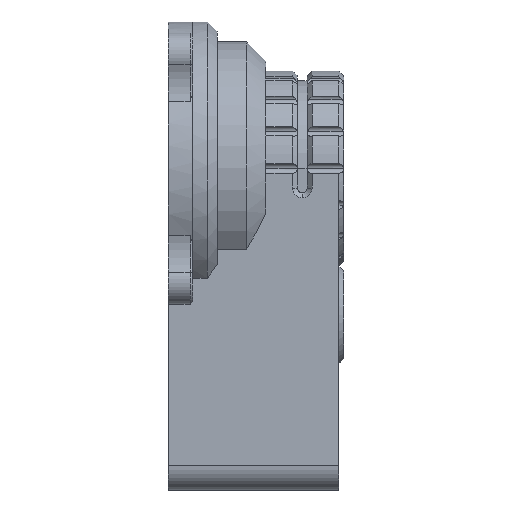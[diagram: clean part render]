
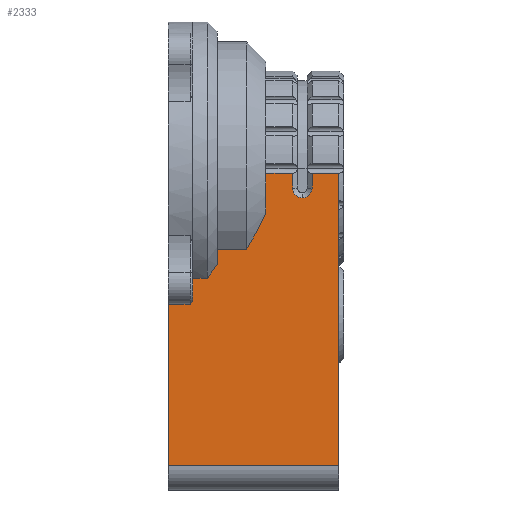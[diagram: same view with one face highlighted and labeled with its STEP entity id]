
A CAD part, left-side view. The second image highlights one B-rep face of the part: STEP entity #2333.
In plain terms, the highlighted planar face has unit normal (-1, 0, 0).
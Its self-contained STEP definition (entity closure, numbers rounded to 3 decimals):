
#728=CARTESIAN_POINT('',(-20.,-29.,-1.));
#729=VERTEX_POINT('',#728);
#737=CARTESIAN_POINT('',(-20.,-29.,-61.));
#738=VERTEX_POINT('',#737);
#739=CARTESIAN_POINT('',(-20.,-29.,-1.));
#740=DIRECTION('',(0.,-0.,-1.));
#741=VECTOR('',#740,60.);
#742=LINE('',#739,#741);
#743=EDGE_CURVE('',#729,#738,#742,.T.);
#1445=CARTESIAN_POINT('',(-20.,6.,-61.));
#1446=VERTEX_POINT('',#1445);
#1447=CARTESIAN_POINT('',(-20.,6.,-26.808));
#1448=VERTEX_POINT('',#1447);
#1449=CARTESIAN_POINT('',(-20.,6.,-61.));
#1450=DIRECTION('',(-0.,0.,1.));
#1451=VECTOR('',#1450,34.192);
#1452=LINE('',#1449,#1451);
#1453=EDGE_CURVE('',#1446,#1448,#1452,.T.);
#2192=CARTESIAN_POINT('',(-20.,-16.1,-39.1));
#2193=DIRECTION('',(1.,0.,0.));
#2194=DIRECTION('',(0.,-1.,0.));
#2195=AXIS2_PLACEMENT_3D('',#2192,#2193,#2194);
#2196=PLANE('',#2195);
#2197=ORIENTED_EDGE('',*,*,#1453,.F.);
#2198=CARTESIAN_POINT('',(-20.,6.,-61.));
#2199=DIRECTION('',(0.,-1.,0.));
#2200=VECTOR('',#2199,35.);
#2201=LINE('',#2198,#2200);
#2202=EDGE_CURVE('',#1446,#738,#2201,.T.);
#2203=ORIENTED_EDGE('',*,*,#2202,.T.);
#2204=ORIENTED_EDGE('',*,*,#743,.F.);
#2205=CARTESIAN_POINT('',(-20.,-23.5,-1.));
#2206=VERTEX_POINT('',#2205);
#2207=CARTESIAN_POINT('',(-20.,-29.,-1.));
#2208=DIRECTION('',(-0.,1.,-0.));
#2209=VECTOR('',#2208,5.5);
#2210=LINE('',#2207,#2209);
#2211=EDGE_CURVE('',#729,#2206,#2210,.T.);
#2212=ORIENTED_EDGE('',*,*,#2211,.T.);
#2213=CARTESIAN_POINT('',(-20.,-23.5,-4.));
#2214=VERTEX_POINT('',#2213);
#2215=CARTESIAN_POINT('',(-20.,-23.5,-1.));
#2216=DIRECTION('',(0.,-0.,-1.));
#2217=VECTOR('',#2216,3.);
#2218=LINE('',#2215,#2217);
#2219=EDGE_CURVE('',#2206,#2214,#2218,.T.);
#2220=ORIENTED_EDGE('',*,*,#2219,.T.);
#2221=CARTESIAN_POINT('',(-20.,-21.5,-6.));
#2222=VERTEX_POINT('',#2221);
#2223=CARTESIAN_POINT('',(-20.,-21.5,-4.));
#2224=DIRECTION('',(1.,0.,0.));
#2225=DIRECTION('',(-0.,1.,0.));
#2226=AXIS2_PLACEMENT_3D('',#2223,#2224,#2225);
#2227=CIRCLE('',#2226,2.);
#2228=EDGE_CURVE('',#2214,#2222,#2227,.T.);
#2229=ORIENTED_EDGE('',*,*,#2228,.T.);
#2230=CARTESIAN_POINT('',(-20.,-19.5,-4.));
#2231=VERTEX_POINT('',#2230);
#2232=CARTESIAN_POINT('',(-20.,-21.5,-4.));
#2233=DIRECTION('',(1.,0.,0.));
#2234=DIRECTION('',(-0.,1.,0.));
#2235=AXIS2_PLACEMENT_3D('',#2232,#2233,#2234);
#2236=CIRCLE('',#2235,2.);
#2237=EDGE_CURVE('',#2222,#2231,#2236,.T.);
#2238=ORIENTED_EDGE('',*,*,#2237,.T.);
#2239=CARTESIAN_POINT('',(-20.,-19.5,-1.));
#2240=VERTEX_POINT('',#2239);
#2241=CARTESIAN_POINT('',(-20.,-19.5,-4.));
#2242=DIRECTION('',(-0.,0.,1.));
#2243=VECTOR('',#2242,3.);
#2244=LINE('',#2241,#2243);
#2245=EDGE_CURVE('',#2231,#2240,#2244,.T.);
#2246=ORIENTED_EDGE('',*,*,#2245,.T.);
#2247=CARTESIAN_POINT('',(-20.,-14.,-1.));
#2248=VERTEX_POINT('',#2247);
#2249=CARTESIAN_POINT('',(-20.,-19.5,-1.));
#2250=DIRECTION('',(-0.,1.,-0.));
#2251=VECTOR('',#2250,5.5);
#2252=LINE('',#2249,#2251);
#2253=EDGE_CURVE('',#2240,#2248,#2252,.T.);
#2254=ORIENTED_EDGE('',*,*,#2253,.T.);
#2255=CARTESIAN_POINT('',(-20.,-14.,-9.165));
#2256=VERTEX_POINT('',#2255);
#2257=CARTESIAN_POINT('',(-20.,-14.,-1.));
#2258=DIRECTION('',(-0.,-0.,-1.));
#2259=VECTOR('',#2258,8.165);
#2260=LINE('',#2257,#2259);
#2261=EDGE_CURVE('',#2248,#2256,#2260,.T.);
#2262=ORIENTED_EDGE('',*,*,#2261,.T.);
#2263=CARTESIAN_POINT('',(-20.,-10.,-16.613));
#2264=VERTEX_POINT('',#2263);
#2265=CARTESIAN_POINT('',(-20.,-14.,-9.165));
#2266=CARTESIAN_POINT('',(-20.,-13.457,-10.469));
#2267=CARTESIAN_POINT('',(-20.,-12.836,-11.733));
#2268=CARTESIAN_POINT('',(-20.,-12.162,-12.971));
#2269=CARTESIAN_POINT('',(-20.,-11.489,-14.209));
#2270=CARTESIAN_POINT('',(-20.,-10.762,-15.42));
#2271=CARTESIAN_POINT('',(-20.,-10.,-16.613));
#2272=B_SPLINE_CURVE_WITH_KNOTS('',3,(#2265,#2266,#2267,#2268,#2269,#2270,#2271),.UNSPECIFIED.,.F.,.F.,(4,3,4),(0.009,0.014,0.018),.UNSPECIFIED.);
#2273=EDGE_CURVE('',#2256,#2264,#2272,.T.);
#2274=ORIENTED_EDGE('',*,*,#2273,.T.);
#2275=CARTESIAN_POINT('',(-20.,-4.,-16.613));
#2276=VERTEX_POINT('',#2275);
#2277=CARTESIAN_POINT('',(-20.,-4.,-16.613));
#2278=DIRECTION('',(0.,-1.,0.));
#2279=VECTOR('',#2278,6.);
#2280=LINE('',#2277,#2279);
#2281=EDGE_CURVE('',#2276,#2264,#2280,.T.);
#2282=ORIENTED_EDGE('',*,*,#2281,.F.);
#2283=CARTESIAN_POINT('',(-20.,-4.,-19.739));
#2284=VERTEX_POINT('',#2283);
#2285=CARTESIAN_POINT('',(-20.,-4.,-16.613));
#2286=DIRECTION('',(0.,-0.,-1.));
#2287=VECTOR('',#2286,3.125);
#2288=LINE('',#2285,#2287);
#2289=EDGE_CURVE('',#2276,#2284,#2288,.T.);
#2290=ORIENTED_EDGE('',*,*,#2289,.T.);
#2291=CARTESIAN_POINT('',(-20.,-2.,-22.495));
#2292=VERTEX_POINT('',#2291);
#2293=CARTESIAN_POINT('',(-20.,-4.,-19.739));
#2294=CARTESIAN_POINT('',(-20.,-3.347,-20.667));
#2295=CARTESIAN_POINT('',(-20.,-2.68,-21.585));
#2296=CARTESIAN_POINT('',(-20.,-2.,-22.495));
#2297=B_SPLINE_CURVE_WITH_KNOTS('',3,(#2293,#2294,#2295,#2296),.UNSPECIFIED.,.F.,.F.,(4,4),(0.,0.003),.UNSPECIFIED.);
#2298=EDGE_CURVE('',#2284,#2292,#2297,.T.);
#2299=ORIENTED_EDGE('',*,*,#2298,.T.);
#2300=CARTESIAN_POINT('',(-20.,1.,-22.495));
#2301=VERTEX_POINT('',#2300);
#2302=CARTESIAN_POINT('',(-20.,1.,-22.495));
#2303=DIRECTION('',(0.,-1.,0.));
#2304=VECTOR('',#2303,3.);
#2305=LINE('',#2302,#2304);
#2306=EDGE_CURVE('',#2301,#2292,#2305,.T.);
#2307=ORIENTED_EDGE('',*,*,#2306,.F.);
#2308=CARTESIAN_POINT('',(-20.,1.,-26.282));
#2309=VERTEX_POINT('',#2308);
#2310=CARTESIAN_POINT('',(-20.,1.,-26.282));
#2311=DIRECTION('',(-0.,0.,1.));
#2312=VECTOR('',#2311,3.788);
#2313=LINE('',#2310,#2312);
#2314=EDGE_CURVE('',#2309,#2301,#2313,.T.);
#2315=ORIENTED_EDGE('',*,*,#2314,.F.);
#2316=CARTESIAN_POINT('',(-20.,1.5,-26.808));
#2317=VERTEX_POINT('',#2316);
#2318=CARTESIAN_POINT('',(-20.,1.,-26.282));
#2319=CARTESIAN_POINT('',(-20.,1.167,-26.457));
#2320=CARTESIAN_POINT('',(-20.,1.334,-26.633));
#2321=CARTESIAN_POINT('',(-20.,1.5,-26.808));
#2322=B_SPLINE_CURVE_WITH_KNOTS('',3,(#2318,#2319,#2320,#2321),.UNSPECIFIED.,.F.,.F.,(4,4),(0.,0.001),.UNSPECIFIED.);
#2323=EDGE_CURVE('',#2309,#2317,#2322,.T.);
#2324=ORIENTED_EDGE('',*,*,#2323,.T.);
#2325=CARTESIAN_POINT('',(-20.,1.5,-26.808));
#2326=DIRECTION('',(-0.,1.,-0.));
#2327=VECTOR('',#2326,4.5);
#2328=LINE('',#2325,#2327);
#2329=EDGE_CURVE('',#2317,#1448,#2328,.T.);
#2330=ORIENTED_EDGE('',*,*,#2329,.T.);
#2331=EDGE_LOOP('',(#2197,#2203,#2204,#2212,#2220,#2229,#2238,#2246,#2254,#2262,#2274,#2282,#2290,#2299,#2307,#2315,#2324,#2330));
#2332=FACE_BOUND('',#2331,.T.);
#2333=ADVANCED_FACE('',(#2332),#2196,.F.);
